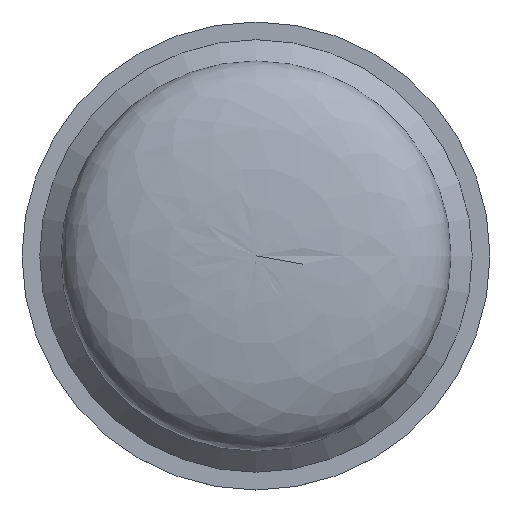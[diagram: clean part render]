
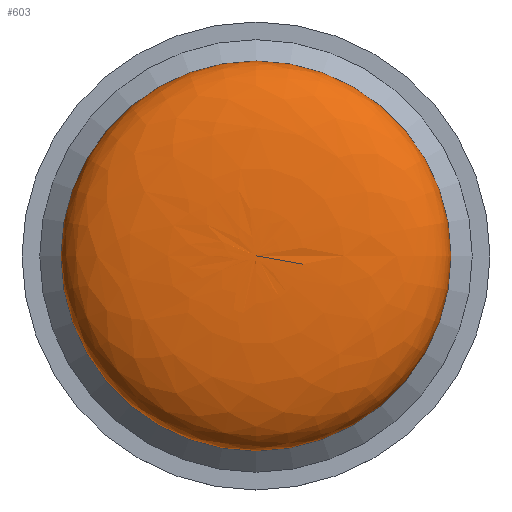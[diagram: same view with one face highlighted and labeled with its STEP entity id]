
A CAD part, top view. The second image highlights one B-rep face of the part: STEP entity #603.
In plain terms, the highlighted face is a revolution surface.
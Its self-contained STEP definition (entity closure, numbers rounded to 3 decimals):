
#197 = CONICAL_SURFACE('',#198,11.,0.785);
#198 = AXIS2_PLACEMENT_3D('',#199,#200,#201);
#199 = CARTESIAN_POINT('',(0.,0.,0.));
#200 = DIRECTION('',(-0.,-0.,-1.));
#201 = DIRECTION('',(1.,0.,0.));
#333 = EDGE_CURVE('',#334,#334,#336,.T.);
#334 = VERTEX_POINT('',#335);
#335 = CARTESIAN_POINT('',(11.,0.,0.));
#336 = SURFACE_CURVE('',#337,(#342,#349),.PCURVE_S1.);
#337 = CIRCLE('',#338,11.);
#338 = AXIS2_PLACEMENT_3D('',#339,#340,#341);
#339 = CARTESIAN_POINT('',(0.,0.,0.));
#340 = DIRECTION('',(0.,0.,1.));
#341 = DIRECTION('',(1.,0.,-0.));
#342 = PCURVE('',#197,#343);
#343 = DEFINITIONAL_REPRESENTATION('',(#344),#348);
#344 = LINE('',#345,#346);
#345 = CARTESIAN_POINT('',(-0.,0.));
#346 = VECTOR('',#347,1.);
#347 = DIRECTION('',(-1.,0.));
#348 = ( GEOMETRIC_REPRESENTATION_CONTEXT(2) 
PARAMETRIC_REPRESENTATION_CONTEXT() REPRESENTATION_CONTEXT('2D SPACE',''
  ) );
#349 = PCURVE('',#350,#358);
#350 = SURFACE_OF_REVOLUTION('',#351,#355);
#351 = B_SPLINE_CURVE_WITH_KNOTS('',2,(#352,#353,#354),.UNSPECIFIED.,.F.
  ,.F.,(3,3),(0.,1.),.PIECEWISE_BEZIER_KNOTS.);
#352 = CARTESIAN_POINT('',(0.,0.,3.6));
#353 = CARTESIAN_POINT('',(11.,0.,3.6));
#354 = CARTESIAN_POINT('',(11.,0.,0.));
#355 = AXIS1_PLACEMENT('',#356,#357);
#356 = CARTESIAN_POINT('',(0.,0.,0.));
#357 = DIRECTION('',(0.,0.,1.));
#358 = DEFINITIONAL_REPRESENTATION('',(#359),#363);
#359 = LINE('',#360,#361);
#360 = CARTESIAN_POINT('',(0.,1.));
#361 = VECTOR('',#362,1.);
#362 = DIRECTION('',(1.,0.));
#363 = ( GEOMETRIC_REPRESENTATION_CONTEXT(2) 
PARAMETRIC_REPRESENTATION_CONTEXT() REPRESENTATION_CONTEXT('2D SPACE',''
  ) );
#603 = ADVANCED_FACE('',(#604),#350,.F.);
#604 = FACE_BOUND('',#605,.F.);
#605 = EDGE_LOOP('',(#606,#629,#630));
#606 = ORIENTED_EDGE('',*,*,#607,.T.);
#607 = EDGE_CURVE('',#608,#334,#610,.T.);
#608 = VERTEX_POINT('',#609);
#609 = CARTESIAN_POINT('',(0.,0.,3.6));
#610 = SEAM_CURVE('',#611,(#615,#622),.PCURVE_S1.);
#611 = B_SPLINE_CURVE_WITH_KNOTS('',2,(#612,#613,#614),.UNSPECIFIED.,.F.
  ,.F.,(3,3),(0.,1.),.PIECEWISE_BEZIER_KNOTS.);
#612 = CARTESIAN_POINT('',(0.,0.,3.6));
#613 = CARTESIAN_POINT('',(11.,0.,3.6));
#614 = CARTESIAN_POINT('',(11.,0.,0.));
#615 = PCURVE('',#350,#616);
#616 = DEFINITIONAL_REPRESENTATION('',(#617),#621);
#617 = LINE('',#618,#619);
#618 = CARTESIAN_POINT('',(0.,0.));
#619 = VECTOR('',#620,1.);
#620 = DIRECTION('',(0.,1.));
#621 = ( GEOMETRIC_REPRESENTATION_CONTEXT(2) 
PARAMETRIC_REPRESENTATION_CONTEXT() REPRESENTATION_CONTEXT('2D SPACE',''
  ) );
#622 = PCURVE('',#350,#623);
#623 = DEFINITIONAL_REPRESENTATION('',(#624),#628);
#624 = LINE('',#625,#626);
#625 = CARTESIAN_POINT('',(6.283,0.));
#626 = VECTOR('',#627,1.);
#627 = DIRECTION('',(0.,1.));
#628 = ( GEOMETRIC_REPRESENTATION_CONTEXT(2) 
PARAMETRIC_REPRESENTATION_CONTEXT() REPRESENTATION_CONTEXT('2D SPACE',''
  ) );
#629 = ORIENTED_EDGE('',*,*,#333,.F.);
#630 = ORIENTED_EDGE('',*,*,#607,.F.);
